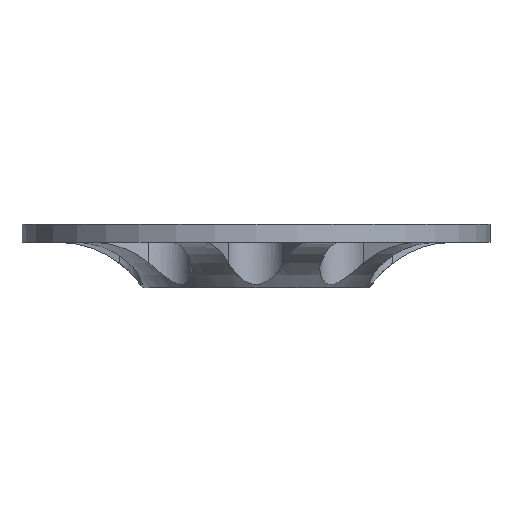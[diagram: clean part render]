
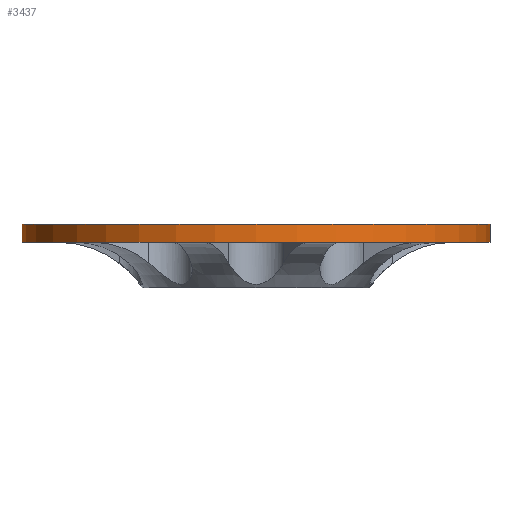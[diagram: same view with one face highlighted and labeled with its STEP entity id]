
A CAD part, front view. The second image highlights one B-rep face of the part: STEP entity #3437.
In plain terms, the highlighted cylindrical face has radius 91.44 mm (diameter 182.88 mm), a partial arc.
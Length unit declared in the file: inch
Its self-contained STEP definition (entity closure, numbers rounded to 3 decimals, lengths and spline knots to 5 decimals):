
#254 = AXIS2_PLACEMENT_3D ( 'NONE', #2634, #4613, #5218 ) ;
#463 = AXIS2_PLACEMENT_3D ( 'NONE', #2312, #5349, #3286 ) ;
#521 = ORIENTED_EDGE ( 'NONE', *, *, #4846, .F. ) ;
#590 = CARTESIAN_POINT ( 'NONE',  ( 0., 0., 0.7 ) ) ;
#729 = DIRECTION ( 'NONE',  ( 0., 0., -1. ) ) ;
#753 = CARTESIAN_POINT ( 'NONE',  ( -3.6, 0., 0.98 ) ) ;
#814 = VERTEX_POINT ( 'NONE', #4383 ) ;
#968 = FACE_OUTER_BOUND ( 'NONE', #3360, .T. ) ;
#1235 = VECTOR ( 'NONE', #2746, 39.37008 ) ;
#1379 = ORIENTED_EDGE ( 'NONE', *, *, #3265, .F. ) ;
#1494 = ORIENTED_EDGE ( 'NONE', *, *, #4678, .T. ) ;
#2017 = CYLINDRICAL_SURFACE ( 'NONE', #254, 3.6 ) ;
#2028 = CARTESIAN_POINT ( 'NONE',  ( -3.6, 0., 0.7 ) ) ;
#2302 = LINE ( 'NONE', #3274, #4709 ) ;
#2304 = AXIS2_PLACEMENT_3D ( 'NONE', #590, #3106, #2684 ) ;
#2312 = CARTESIAN_POINT ( 'NONE',  ( 0., 0., 0.98 ) ) ;
#2634 = CARTESIAN_POINT ( 'NONE',  ( 0., 0., 0.98 ) ) ;
#2684 = DIRECTION ( 'NONE',  ( -1., 0., 0. ) ) ;
#2746 = DIRECTION ( 'NONE',  ( 0., 0., -1. ) ) ;
#3106 = DIRECTION ( 'NONE',  ( 0., 0., 1. ) ) ;
#3265 = EDGE_CURVE ( 'NONE', #5816, #814, #6306, .T. ) ;
#3274 = CARTESIAN_POINT ( 'NONE',  ( 3.6, 0., 0.98 ) ) ;
#3286 = DIRECTION ( 'NONE',  ( 1., 0., 0. ) ) ;
#3360 = EDGE_LOOP ( 'NONE', ( #521, #1379, #4489, #1494 ) ) ;
#3437 = ADVANCED_FACE ( 'NONE', ( #968 ), #2017, .T. ) ;
#3607 = VERTEX_POINT ( 'NONE', #2028 ) ;
#3808 = LINE ( 'NONE', #753, #1235 ) ;
#3826 = EDGE_CURVE ( 'NONE', #5816, #3607, #3808, .T. ) ;
#4383 = CARTESIAN_POINT ( 'NONE',  ( 3.6, 0., 0.98 ) ) ;
#4385 = CIRCLE ( 'NONE', #2304, 3.6 ) ;
#4489 = ORIENTED_EDGE ( 'NONE', *, *, #3826, .T. ) ;
#4613 = DIRECTION ( 'NONE',  ( 0., 0., -1. ) ) ;
#4678 = EDGE_CURVE ( 'NONE', #3607, #5678, #4385, .T. ) ;
#4709 = VECTOR ( 'NONE', #729, 39.37008 ) ;
#4846 = EDGE_CURVE ( 'NONE', #814, #5678, #2302, .T. ) ;
#5218 = DIRECTION ( 'NONE',  ( -1., 0., 0. ) ) ;
#5349 = DIRECTION ( 'NONE',  ( 0., 0., 1. ) ) ;
#5678 = VERTEX_POINT ( 'NONE', #5937 ) ;
#5816 = VERTEX_POINT ( 'NONE', #6597 ) ;
#5937 = CARTESIAN_POINT ( 'NONE',  ( 3.6, 0., 0.7 ) ) ;
#6306 = CIRCLE ( 'NONE', #463, 3.6 ) ;
#6597 = CARTESIAN_POINT ( 'NONE',  ( -3.6, 0., 0.98 ) ) ;
